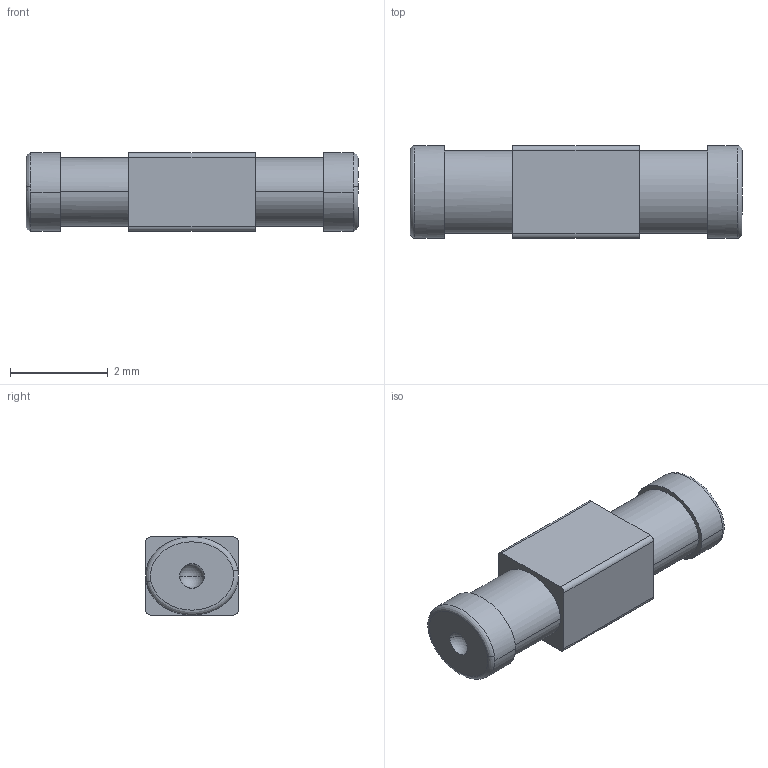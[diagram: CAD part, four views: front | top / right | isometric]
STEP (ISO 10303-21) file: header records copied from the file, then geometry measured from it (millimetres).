
FILE_DESCRIPTION (( 'STEP AP214' ), '1' );
FILE_NAME ('1.STEP', '2019-11-21T22:09:33', ( '' ), ( '' ), 'SwSTEP 2.0', 'SolidWorks 2017', '' );
FILE_SCHEMA (( 'AUTOMOTIVE_DESIGN' ));
Length unit declared in the file: millimetre
Products named in the file (1): 1
Bounding box: 6.8 x 1.9 x 1.6 mm (x, y, z)
Volume: 16.4 mm3; surface area: 62.1 mm2
Topology: 5 solids, 5 shells, 34 faces, 76 edges, 50 vertices
Faces by surface type: plane 14, bspline 12, sphere 4, cylinder 4
Entity records: 1492 total; most frequent: CARTESIAN_POINT 735, ORIENTED_EDGE 136, DIRECTION 110, EDGE_CURVE 68, VERTEX_POINT 46, AXIS2_PLACEMENT_3D 43, EDGE_LOOP 36, ADVANCED_FACE 34
